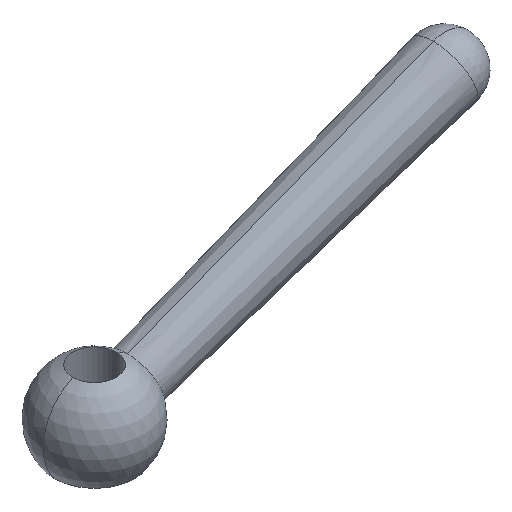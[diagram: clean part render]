
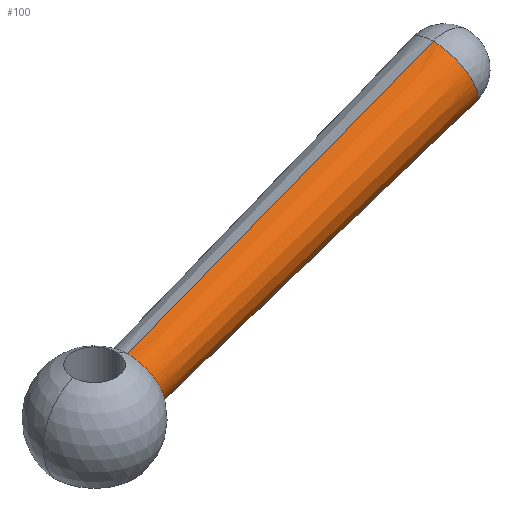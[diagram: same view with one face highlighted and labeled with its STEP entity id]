
A CAD part, isometric view. The second image highlights one B-rep face of the part: STEP entity #100.
In plain terms, the highlighted conical face has half-angle 1.123 degrees and reference radius 4.5 mm.
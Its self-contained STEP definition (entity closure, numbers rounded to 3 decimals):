
#86=EDGE_CURVE('',#110,#144,#199,.T.);
#90=EDGE_CURVE('',#124,#132,#204,.T.);
#96=EDGE_CURVE('',#132,#110,#210,.T.);
#100=ADVANCED_FACE('',(#214),#215,.T.);
#110=VERTEX_POINT('',#226);
#124=VERTEX_POINT('',#241);
#132=VERTEX_POINT('',#252);
#144=VERTEX_POINT('',#264);
#158=EDGE_CURVE('',#144,#124,#281,.T.);
#199=LINE('',#317,#318);
#204=LINE('',#324,#325);
#210=CIRCLE('',#334,4.999);
#214=FACE_OUTER_BOUND('',#339,.T.);
#215=CONICAL_SURFACE('',#340,4.5,0.02);
#226=CARTESIAN_POINT('',(56.12,0.,20.106));
#241=CARTESIAN_POINT('',(5.142,0.,11.128));
#252=CARTESIAN_POINT('',(52.7,0.,29.501));
#264=CARTESIAN_POINT('',(7.878,0.,3.611));
#281=CIRCLE('',#419,4.);
#317=CARTESIAN_POINT('',(31.999,0.,11.858));
#318=VECTOR('',#446,1.0);
#324=CARTESIAN_POINT('',(28.921,0.,20.315));
#325=VECTOR('',#457,1.0);
#334=AXIS2_PLACEMENT_3D('',#464,#465,#466);
#339=EDGE_LOOP('',(#471,#472,#473,#474));
#340=AXIS2_PLACEMENT_3D('',#475,#476,#477);
#419=AXIS2_PLACEMENT_3D('',#564,#565,#566);
#446=DIRECTION('',(-0.946,0.,-0.324));
#457=DIRECTION('',(0.933,0.,0.36));
#464=CARTESIAN_POINT('',(54.41,0.,24.804));
#465=DIRECTION('',(0.94,0.,0.342));
#466=DIRECTION('',(-0.342,0.,0.94));
#471=ORIENTED_EDGE('',*,*,#90,.F.);
#472=ORIENTED_EDGE('',*,*,#158,.F.);
#473=ORIENTED_EDGE('',*,*,#86,.F.);
#474=ORIENTED_EDGE('',*,*,#96,.F.);
#475=CARTESIAN_POINT('',(30.46,0.,16.087));
#476=DIRECTION('',(0.94,0.,0.342));
#477=DIRECTION('',(-0.342,0.,0.94));
#564=CARTESIAN_POINT('',(6.51,0.,7.37));
#565=DIRECTION('',(-0.94,0.,-0.342));
#566=DIRECTION('',(0.342,0.,-0.94));
